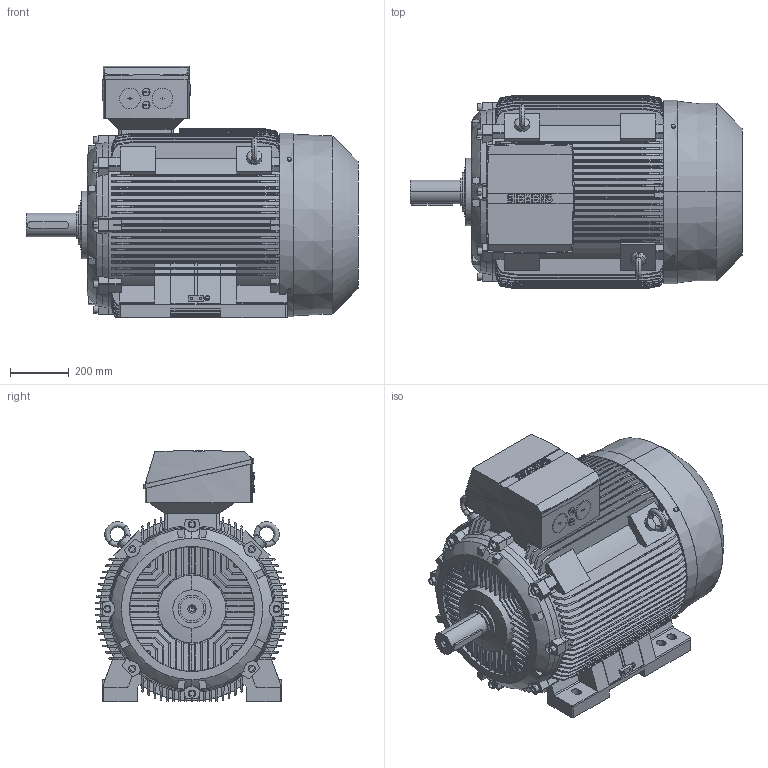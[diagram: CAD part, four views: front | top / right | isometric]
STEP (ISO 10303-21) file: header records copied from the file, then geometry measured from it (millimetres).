
FILE_DESCRIPTION(('STEP AP214'),'1');
FILE_NAME('cctmp_B6A01273-DD87-46A6-BEA0-1F6B4BFB8BBF_2023_06_26_11_30_12_0749..stp','2023-06-26T09:30:14',('SIEMENS A&D'),('CADClick - www.CADClick.com'),'Spatial InterOp 3D',' ','unknown authorization');
FILE_SCHEMA(('AUTOMOTIVE_DESIGN'));
Length unit declared in the file: millimetre
Products named in the file (1): 1
Bounding box: 1127 x 657 x 854 mm (x, y, z)
Volume: 281863712.3 mm3; surface area: 6288891.7 mm2
Topology: 9 solids, 9 shells, 1997 faces, 5612 edges, 3691 vertices
Faces by surface type: plane 1129, cylinder 484, torus 318, cone 66
Entity records: 95743 total; most frequent: CARTESIAN_POINT 29389, ORIENTED_EDGE 11212, DIRECTION 9724, EDGE_CURVE 5606, VERTEX_POINT 3691, AXIS2_PLACEMENT_3D 3383, LINE 2958, VECTOR 2958
